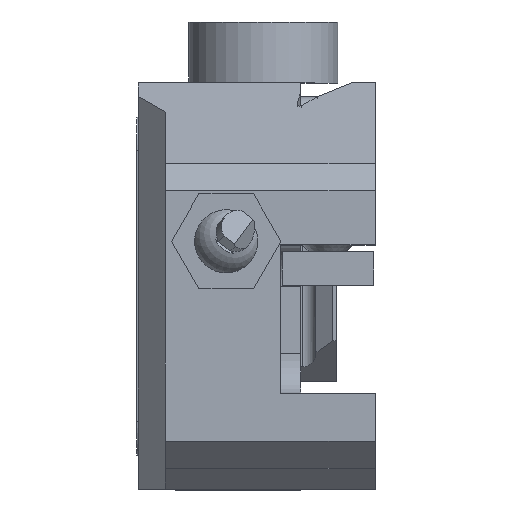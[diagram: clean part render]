
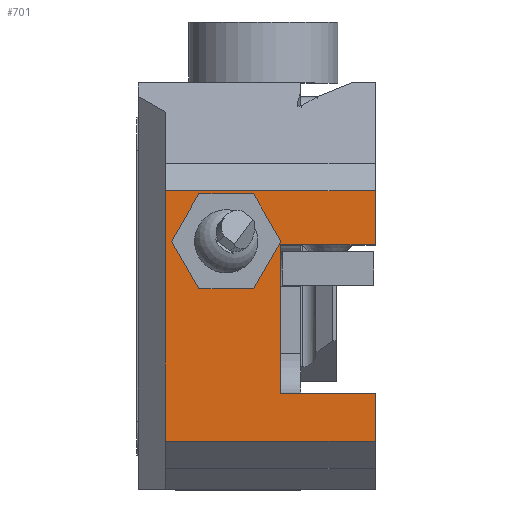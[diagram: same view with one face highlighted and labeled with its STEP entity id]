
A CAD part, top view. The second image highlights one B-rep face of the part: STEP entity #701.
In plain terms, the highlighted planar face has unit normal (0, 0, 1).
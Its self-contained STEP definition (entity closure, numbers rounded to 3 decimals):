
#151=FACE_BOUND('',#1027,.T.);
#152=FACE_BOUND('',#1028,.T.);
#254=LINE('',#3351,#497);
#273=LINE('',#3392,#516);
#274=LINE('',#3395,#517);
#275=LINE('',#3397,#518);
#276=LINE('',#3398,#519);
#277=LINE('',#3400,#520);
#278=LINE('',#3402,#521);
#279=LINE('',#3404,#522);
#497=VECTOR('',#2677,1.);
#516=VECTOR('',#2706,1.);
#517=VECTOR('',#2707,1.);
#518=VECTOR('',#2708,1.);
#519=VECTOR('',#2709,1.);
#520=VECTOR('',#2710,1.);
#521=VECTOR('',#2711,1.);
#522=VECTOR('',#2712,1.);
#701=ADVANCED_FACE('',(#151,#152),#828,.T.);
#828=PLANE('',#2414);
#1027=EDGE_LOOP('',(#1264));
#1028=EDGE_LOOP('',(#1265,#1266,#1267,#1268,#1269,#1270,#1271,#1272));
#1264=ORIENTED_EDGE('',*,*,#2095,.F.);
#1265=ORIENTED_EDGE('',*,*,#2096,.F.);
#1266=ORIENTED_EDGE('',*,*,#2097,.T.);
#1267=ORIENTED_EDGE('',*,*,#2098,.T.);
#1268=ORIENTED_EDGE('',*,*,#2074,.T.);
#1269=ORIENTED_EDGE('',*,*,#2099,.T.);
#1270=ORIENTED_EDGE('',*,*,#2100,.T.);
#1271=ORIENTED_EDGE('',*,*,#2101,.T.);
#1272=ORIENTED_EDGE('',*,*,#2102,.T.);
#1855=VERTEX_POINT('',#3350);
#1856=VERTEX_POINT('',#3352);
#1872=VERTEX_POINT('',#3391);
#1873=VERTEX_POINT('',#3393);
#1874=VERTEX_POINT('',#3394);
#1875=VERTEX_POINT('',#3396);
#1876=VERTEX_POINT('',#3399);
#1877=VERTEX_POINT('',#3401);
#1878=VERTEX_POINT('',#3403);
#2074=EDGE_CURVE('',#1856,#1855,#254,.T.);
#2095=EDGE_CURVE('',#1872,#1872,#2339,.T.);
#2096=EDGE_CURVE('',#1873,#1874,#273,.T.);
#2097=EDGE_CURVE('',#1873,#1875,#274,.T.);
#2098=EDGE_CURVE('',#1875,#1856,#275,.T.);
#2099=EDGE_CURVE('',#1855,#1876,#276,.T.);
#2100=EDGE_CURVE('',#1876,#1877,#277,.T.);
#2101=EDGE_CURVE('',#1877,#1878,#278,.T.);
#2102=EDGE_CURVE('',#1878,#1874,#279,.T.);
#2339=CIRCLE('',#2413,6.3);
#2413=AXIS2_PLACEMENT_3D('',#3390,#2704,#2705);
#2414=AXIS2_PLACEMENT_3D('',#3405,#2713,#2714);
#2677=DIRECTION('',(-1.,0.,0.));
#2704=DIRECTION('',(0.,0.,1.));
#2705=DIRECTION('',(1.,0.,0.));
#2706=DIRECTION('',(0.,1.,0.));
#2707=DIRECTION('',(1.,0.,0.));
#2708=DIRECTION('',(0.,1.,0.));
#2709=DIRECTION('',(0.,1.,0.));
#2710=DIRECTION('',(1.,0.,0.));
#2711=DIRECTION('',(0.,1.,0.));
#2712=DIRECTION('',(-1.,0.,0.));
#2713=DIRECTION('',(0.,0.,1.));
#2714=DIRECTION('',(1.,0.,0.));
#3350=CARTESIAN_POINT('',(-3.,-16.,47.2));
#3351=CARTESIAN_POINT('',(11.,-16.,47.2));
#3352=CARTESIAN_POINT('',(11.,-16.,47.2));
#3390=CARTESIAN_POINT('',(-11.,6.5,47.2));
#3391=CARTESIAN_POINT('',(-4.7,6.5,47.2));
#3392=CARTESIAN_POINT('',(-20.,-30.,47.2));
#3393=CARTESIAN_POINT('',(-20.,-23.,47.2));
#3394=CARTESIAN_POINT('',(-20.,14.,47.2));
#3395=CARTESIAN_POINT('',(-20.,-23.,47.2));
#3396=CARTESIAN_POINT('',(11.,-23.,47.2));
#3397=CARTESIAN_POINT('',(11.,-30.,47.2));
#3398=CARTESIAN_POINT('',(-3.,-16.,47.2));
#3399=CARTESIAN_POINT('',(-3.,6.,47.2));
#3400=CARTESIAN_POINT('',(-3.,6.,47.2));
#3401=CARTESIAN_POINT('',(11.,6.,47.2));
#3402=CARTESIAN_POINT('',(11.,-30.,47.2));
#3403=CARTESIAN_POINT('',(11.,14.,47.2));
#3404=CARTESIAN_POINT('',(-20.,14.,47.2));
#3405=CARTESIAN_POINT('',(-20.,-30.,47.2));
